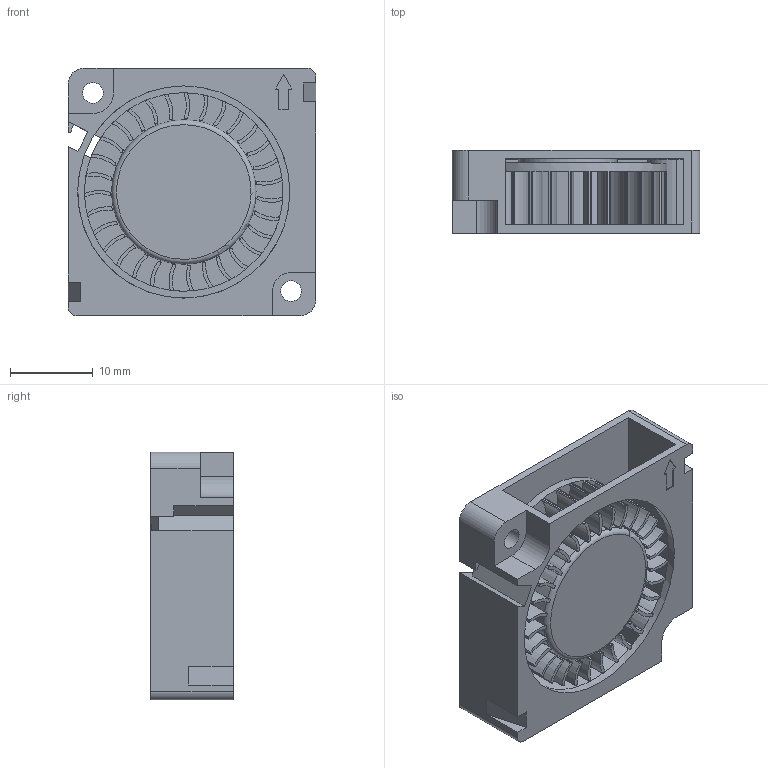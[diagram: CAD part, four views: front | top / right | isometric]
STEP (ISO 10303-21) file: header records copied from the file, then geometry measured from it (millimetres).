
FILE_DESCRIPTION(/* description */ (''),/* implementation_level */ '2;1');
FILE_NAME(/* name */ '3010 Blower Fan.step',/* time_stamp */ '2022-02-28T18:07:36+01:00',/* author */ (''),/* organization */ (''),/* preprocessor_version */ 'ST-DEVELOPER v18.1',/* originating_system */ 'Autodesk Translation Framework v10.13.0.1454',/* authorisation */ '');
FILE_SCHEMA (('AUTOMOTIVE_DESIGN { 1 0 10303 214 3 1 1 }'));
Length unit declared in the file: millimetre
Products named in the file (1): 3010 Blower Fan (1)-1
Bounding box: 30 x 10 x 30 mm (x, y, z)
Volume: 4153.2 mm3; surface area: 7584.5 mm2
Topology: 2 solids, 2 shells, 323 faces, 952 edges, 634 vertices
Faces by surface type: cylinder 237, plane 85, torus 1
Full cylindrical faces by diameter (mm): 2.5 x2, 12 x1, 14 x1, 15.5 x1, 17.5 x1, 24 x1, 25.7 x1
Entity records: 11142 total; most frequent: DIRECTION 2149, CARTESIAN_POINT 1910, ORIENTED_EDGE 1904, EDGE_CURVE 952, AXIS2_PLACEMENT_3D 873, VERTEX_POINT 634, CIRCLE 548, LINE 403
